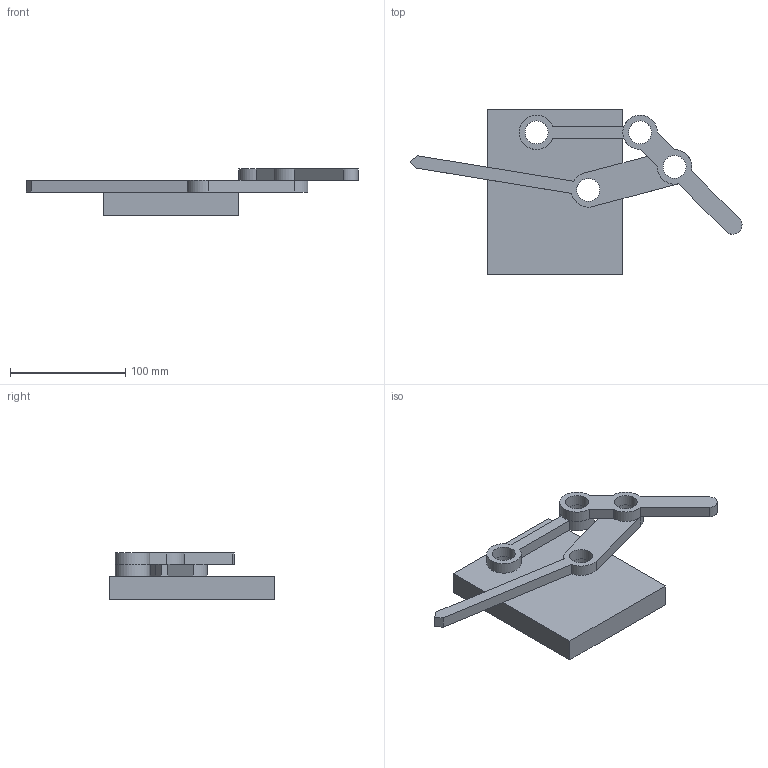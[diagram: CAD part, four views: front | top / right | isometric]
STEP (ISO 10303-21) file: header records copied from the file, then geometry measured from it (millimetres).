
FILE_DESCRIPTION(/* description */ (''),/* implementation_level */ '2;1');
FILE_NAME(/* name */ 'b887a6b6-0324-4e97-be34-67e795ecb58b.stp',/* time_stamp */ '2021-03-02T11:42:38+00:00',/* author */ (''),/* organization */ (''),/* preprocessor_version */ 'ST-DEVELOPER v18.1',/* originating_system */ 'Autodesk Translation Framework v9.10.0.1330',/* authorisation */ '');
FILE_SCHEMA (('AUTOMOTIVE_DESIGN { 1 0 10303 214 3 1 1 }'));
Length unit declared in the file: millimetre
Products named in the file (5): HW2_1_task; C1; C2; C3; Base
Assembly tree (4 placements, depth 2):
  HW2_1_task
    C1
    C2
    C3
    Base
Bounding box: 288.59 x 143.58 x 40 mm (x, y, z)
Volume: 398870.2 mm3; surface area: 75343.3 mm2
Topology: 4 solids, 4 shells, 42 faces, 102 edges, 68 vertices
Faces by surface type: plane 25, cylinder 17
Full cylindrical faces by diameter (mm): 20 x8
Entity records: 1421 total; most frequent: DIRECTION 238, CARTESIAN_POINT 221, ORIENTED_EDGE 204, EDGE_CURVE 102, AXIS2_PLACEMENT_3D 85, LINE 68, VECTOR 68, VERTEX_POINT 68
